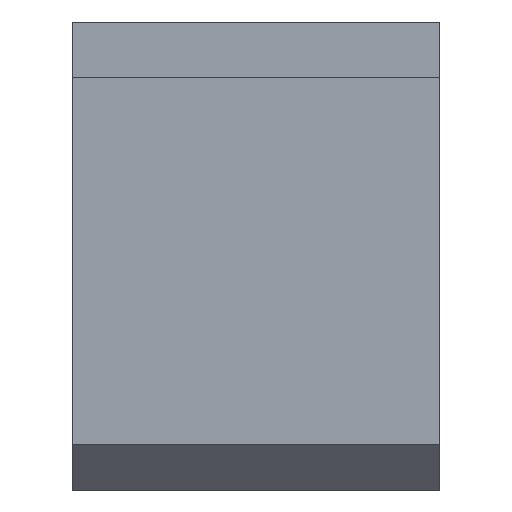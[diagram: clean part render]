
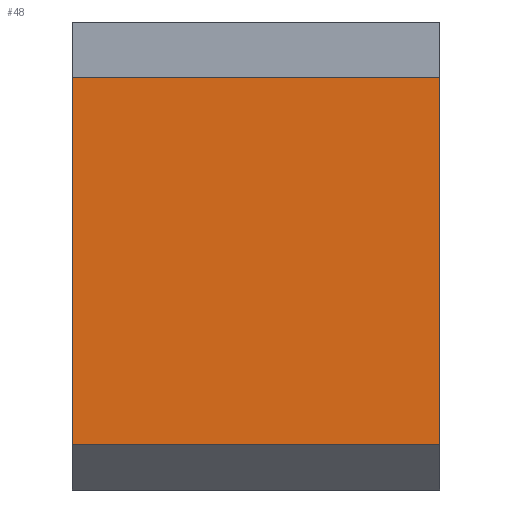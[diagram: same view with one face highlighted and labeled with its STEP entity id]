
A CAD part, front view. The second image highlights one B-rep face of the part: STEP entity #48.
In plain terms, the highlighted planar face has unit normal (0, -1, 0).
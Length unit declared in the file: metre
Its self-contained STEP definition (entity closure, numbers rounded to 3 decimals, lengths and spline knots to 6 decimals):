
#48 = ADVANCED_FACE( '', ( #105 ), #106, .F. );
#105 = FACE_OUTER_BOUND( '', #172, .T. );
#106 = PLANE( '', #173 );
#172 = EDGE_LOOP( '', ( #255, #256, #257, #258 ) );
#173 = AXIS2_PLACEMENT_3D( '', #259, #260, #261 );
#255 = ORIENTED_EDGE( '', *, *, #400, .T. );
#256 = ORIENTED_EDGE( '', *, *, #409, .F. );
#257 = ORIENTED_EDGE( '', *, *, #410, .F. );
#258 = ORIENTED_EDGE( '', *, *, #411, .T. );
#259 = CARTESIAN_POINT( '', ( -0.04, -0.025, -0.016 ) );
#260 = DIRECTION( '', ( 0., 1., 0. ) );
#261 = DIRECTION( '', ( 0., 0., 1. ) );
#400 = EDGE_CURVE( '', #476, #474, #477, .T. );
#409 = EDGE_CURVE( '', #491, #474, #492, .T. );
#410 = EDGE_CURVE( '', #493, #491, #494, .T. );
#411 = EDGE_CURVE( '', #493, #476, #495, .T. );
#474 = VERTEX_POINT( '', #581 );
#476 = VERTEX_POINT( '', #584 );
#477 = LINE( '', #585, #586 );
#491 = VERTEX_POINT( '', #603 );
#492 = LINE( '', #604, #605 );
#493 = VERTEX_POINT( '', #606 );
#494 = LINE( '', #607, #608 );
#495 = LINE( '', #609, #610 );
#581 = CARTESIAN_POINT( '', ( 0., -0.025, 0.024 ) );
#584 = CARTESIAN_POINT( '', ( 0., -0.025, -0.016 ) );
#585 = CARTESIAN_POINT( '', ( 0., -0.025, -0.016 ) );
#586 = VECTOR( '', #694, 1. );
#603 = CARTESIAN_POINT( '', ( -0.04, -0.025, 0.024 ) );
#604 = CARTESIAN_POINT( '', ( -0.04, -0.025, 0.024 ) );
#605 = VECTOR( '', #707, 1. );
#606 = CARTESIAN_POINT( '', ( -0.04, -0.025, -0.016 ) );
#607 = CARTESIAN_POINT( '', ( -0.04, -0.025, -0.016 ) );
#608 = VECTOR( '', #708, 1. );
#609 = CARTESIAN_POINT( '', ( -0.04, -0.025, -0.016 ) );
#610 = VECTOR( '', #709, 1. );
#694 = DIRECTION( '', ( 0., 0., 1. ) );
#707 = DIRECTION( '', ( 1., 0., 0. ) );
#708 = DIRECTION( '', ( 0., 0., 1. ) );
#709 = DIRECTION( '', ( 1., 0., 0. ) );
